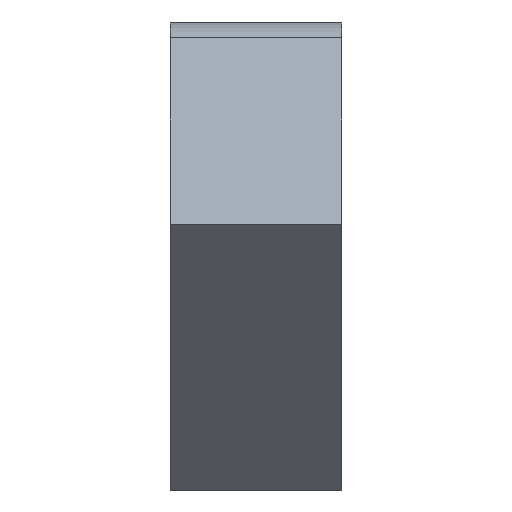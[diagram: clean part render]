
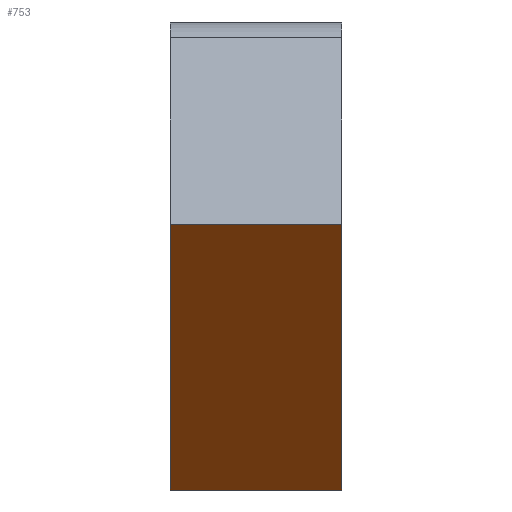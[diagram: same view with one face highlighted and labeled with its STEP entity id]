
A CAD part, front view. The second image highlights one B-rep face of the part: STEP entity #753.
In plain terms, the highlighted planar face has unit normal (0, -0.707, -0.707).
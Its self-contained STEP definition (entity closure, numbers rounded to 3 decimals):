
#55=PLANE('',#847);
#91=FACE_OUTER_BOUND('',#128,.T.);
#128=EDGE_LOOP('',(#643,#644,#645,#646));
#183=LINE('',#1131,#248);
#186=LINE('',#1141,#251);
#217=LINE('',#1261,#282);
#218=LINE('',#1263,#283);
#248=VECTOR('',#904,10.);
#251=VECTOR('',#915,10.);
#282=VECTOR('',#1050,10.);
#283=VECTOR('',#1053,10.);
#351=VERTEX_POINT('',#1128);
#352=VERTEX_POINT('',#1130);
#355=VERTEX_POINT('',#1140);
#392=VERTEX_POINT('',#1259);
#425=EDGE_CURVE('',#351,#352,#183,.T.);
#430=EDGE_CURVE('',#352,#355,#186,.T.);
#491=EDGE_CURVE('',#351,#392,#217,.T.);
#492=EDGE_CURVE('',#355,#392,#218,.T.);
#643=ORIENTED_EDGE('',*,*,#491,.T.);
#644=ORIENTED_EDGE('',*,*,#492,.F.);
#645=ORIENTED_EDGE('',*,*,#430,.F.);
#646=ORIENTED_EDGE('',*,*,#425,.F.);
#753=ADVANCED_FACE('',(#91),#55,.T.);
#847=AXIS2_PLACEMENT_3D('',#1262,#1051,#1052);
#904=DIRECTION('',(0.,-0.707,0.707));
#915=DIRECTION('',(1.,0.,0.));
#1050=DIRECTION('',(1.,0.,0.));
#1051=DIRECTION('center_axis',(0.,-0.707,-0.707));
#1052=DIRECTION('ref_axis',(0.,0.707,-0.707));
#1053=DIRECTION('',(0.,0.707,-0.707));
#1128=CARTESIAN_POINT('',(-16.,-0.707,-50.205));
#1130=CARTESIAN_POINT('',(-16.,-50.205,-0.707));
#1131=CARTESIAN_POINT('',(-16.,-50.205,-0.707));
#1140=CARTESIAN_POINT('',(16.,-50.205,-0.707));
#1141=CARTESIAN_POINT('',(0.,-50.205,-0.707));
#1259=CARTESIAN_POINT('',(16.,-0.707,-50.205));
#1261=CARTESIAN_POINT('',(0.,-0.707,-50.205));
#1262=CARTESIAN_POINT('Origin',(0.,-50.205,-0.707));
#1263=CARTESIAN_POINT('',(16.,-50.205,-0.707));
